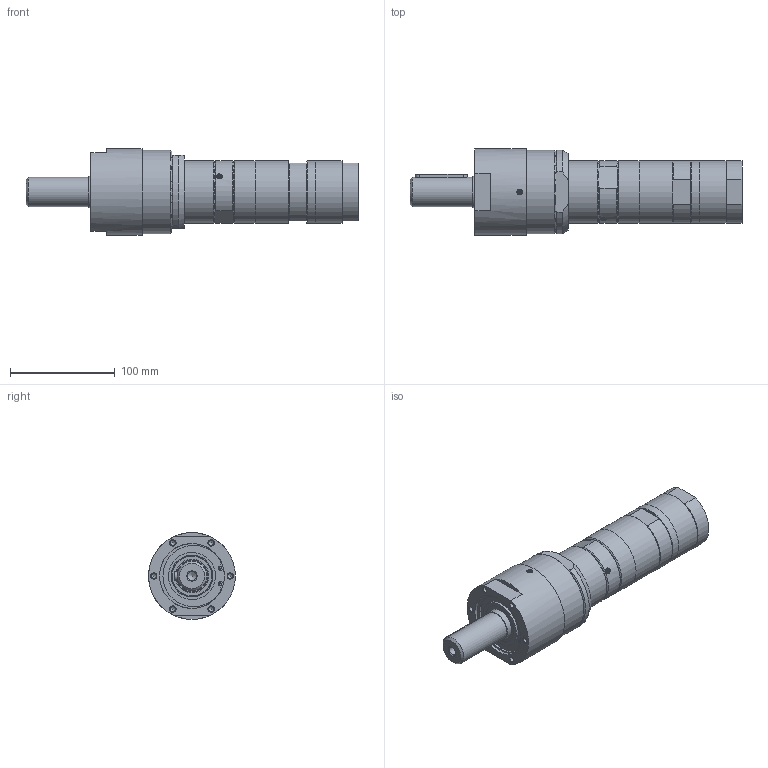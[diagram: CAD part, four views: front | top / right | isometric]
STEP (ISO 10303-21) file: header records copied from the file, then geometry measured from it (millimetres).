
FILE_DESCRIPTION(/* description */ (''),/* implementation_level */ '2;1');
FILE_NAME(/* name */ 'MUD 82-45_60002417.stp',/* time_stamp */ '2018-10-09T16:55:05+02:00',/* author */ ('flambert'),/* organization */ (''),/* preprocessor_version */ 'ST-DEVELOPER v17',/* originating_system */ 'Autodesk Inventor 2018',/* authorisation */ '');
FILE_SCHEMA (('AUTOMOTIVE_DESIGN { 1 0 10303 214 3 1 1 }'));
Length unit declared in the file: millimetre
Products named in the file (1): MUD 82-45_60002417
Bounding box: 317.5 x 83 x 83 mm (x, y, z)
Volume: 936146.6 mm3; surface area: 85691.2 mm2
Topology: 1 solids, 9 shells, 277 faces, 717 edges, 484 vertices
Faces by surface type: plane 141, cylinder 76, cone 43, bspline 7, torus 6, sphere 4
Full cylindrical faces by diameter (mm): 1.55 x4, 2.5 x2, 3.3 x1, 3.6 x2, 4 x3, 4.917 x6, 5 x2, 5.5 x2, 8.376 x1, 14.95 x2, 18.631 x1, 28 x1, 30 x2, 38 x1, 40 x1, 45 x1, 60 x5, 62 x2, 65 x1, 68.178 x1, 68.376 x1, 80 x1, 83 x1
Entity records: 9165 total; most frequent: CARTESIAN_POINT 1844, DIRECTION 1505, ORIENTED_EDGE 1420, EDGE_CURVE 710, AXIS2_PLACEMENT_3D 576, VERTEX_POINT 484, LINE 353, VECTOR 353
